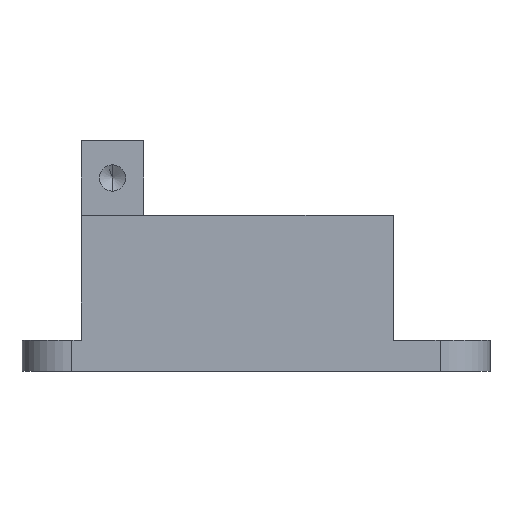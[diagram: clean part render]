
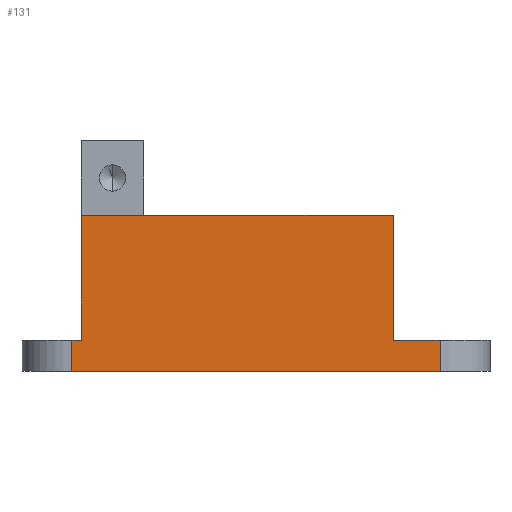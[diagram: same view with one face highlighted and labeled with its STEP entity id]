
A CAD part, front view. The second image highlights one B-rep face of the part: STEP entity #131.
In plain terms, the highlighted planar face has unit normal (0, -1, 0).
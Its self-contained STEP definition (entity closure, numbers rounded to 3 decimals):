
#17 = VECTOR ( 'NONE', #998, 1000. ) ;
#62 = EDGE_CURVE ( 'NONE', #2377, #1290, #2390, .T. ) ;
#72 = VECTOR ( 'NONE', #1505, 1000. ) ;
#131 = ADVANCED_FACE ( 'NONE', ( #1093 ), #647, .F. ) ;
#185 = LINE ( 'NONE', #1837, #1087 ) ;
#187 = LINE ( 'NONE', #2388, #499 ) ;
#257 = DIRECTION ( 'NONE',  ( 0., 0., 1. ) ) ;
#263 = VERTEX_POINT ( 'NONE', #2548 ) ;
#322 = CARTESIAN_POINT ( 'NONE',  ( 25., -52.5, 20. ) ) ;
#377 = CARTESIAN_POINT ( 'NONE',  ( -25., -52.5, 0. ) ) ;
#442 = CARTESIAN_POINT ( 'NONE',  ( 0., -52.5, 0. ) ) ;
#475 = LINE ( 'NONE', #1291, #72 ) ;
#499 = VECTOR ( 'NONE', #592, 1000. ) ;
#502 = CARTESIAN_POINT ( 'NONE',  ( -26.5, -52.5, -5. ) ) ;
#555 = LINE ( 'NONE', #2317, #1684 ) ;
#561 = VERTEX_POINT ( 'NONE', #322 ) ;
#578 = CARTESIAN_POINT ( 'NONE',  ( 0., -52.5, -5. ) ) ;
#592 = DIRECTION ( 'NONE',  ( 0., 0., 1. ) ) ;
#624 = ORIENTED_EDGE ( 'NONE', *, *, #1733, .T. ) ;
#647 = PLANE ( 'NONE',  #2520 ) ;
#660 = LINE ( 'NONE', #684, #1688 ) ;
#684 = CARTESIAN_POINT ( 'NONE',  ( 0., -52.5, 0. ) ) ;
#724 = ORIENTED_EDGE ( 'NONE', *, *, #2477, .T. ) ;
#840 = DIRECTION ( 'NONE',  ( 0., 0., 1. ) ) ;
#937 = CARTESIAN_POINT ( 'NONE',  ( 32.5, -52.5, -5. ) ) ;
#959 = ORIENTED_EDGE ( 'NONE', *, *, #1344, .F. ) ;
#998 = DIRECTION ( 'NONE',  ( -1., 0., 0. ) ) ;
#1005 = CARTESIAN_POINT ( 'NONE',  ( 25., -52.5, 0. ) ) ;
#1048 = ORIENTED_EDGE ( 'NONE', *, *, #2206, .F. ) ;
#1065 = EDGE_CURVE ( 'NONE', #1492, #1613, #555, .T. ) ;
#1087 = VECTOR ( 'NONE', #2606, 1000. ) ;
#1093 = FACE_OUTER_BOUND ( 'NONE', #1382, .T. ) ;
#1110 = LINE ( 'NONE', #502, #2234 ) ;
#1145 = EDGE_CURVE ( 'NONE', #2377, #263, #187, .T. ) ;
#1173 = CARTESIAN_POINT ( 'NONE',  ( -26.5, -52.5, 0. ) ) ;
#1181 = ORIENTED_EDGE ( 'NONE', *, *, #1145, .T. ) ;
#1290 = VERTEX_POINT ( 'NONE', #1909 ) ;
#1291 = CARTESIAN_POINT ( 'NONE',  ( 0., -52.5, 20. ) ) ;
#1344 = EDGE_CURVE ( 'NONE', #1290, #1795, #1110, .T. ) ;
#1382 = EDGE_LOOP ( 'NONE', ( #1600, #724, #959, #2088, #1181, #624, #1462, #1048 ) ) ;
#1462 = ORIENTED_EDGE ( 'NONE', *, *, #1639, .F. ) ;
#1492 = VERTEX_POINT ( 'NONE', #2374 ) ;
#1505 = DIRECTION ( 'NONE',  ( 1., 0., 0. ) ) ;
#1600 = ORIENTED_EDGE ( 'NONE', *, *, #1065, .T. ) ;
#1613 = VERTEX_POINT ( 'NONE', #377 ) ;
#1639 = EDGE_CURVE ( 'NONE', #561, #1942, #185, .T. ) ;
#1684 = VECTOR ( 'NONE', #1745, 1000. ) ;
#1688 = VECTOR ( 'NONE', #1918, 1000. ) ;
#1733 = EDGE_CURVE ( 'NONE', #263, #1942, #660, .T. ) ;
#1745 = DIRECTION ( 'NONE',  ( 0., 0., -1. ) ) ;
#1795 = VERTEX_POINT ( 'NONE', #1173 ) ;
#1837 = CARTESIAN_POINT ( 'NONE',  ( 25., -52.5, 20. ) ) ;
#1909 = CARTESIAN_POINT ( 'NONE',  ( -26.5, -52.5, -5. ) ) ;
#1918 = DIRECTION ( 'NONE',  ( -1., 0., 0. ) ) ;
#1942 = VERTEX_POINT ( 'NONE', #1005 ) ;
#2088 = ORIENTED_EDGE ( 'NONE', *, *, #62, .F. ) ;
#2206 = EDGE_CURVE ( 'NONE', #1492, #561, #475, .T. ) ;
#2224 = LINE ( 'NONE', #442, #2368 ) ;
#2234 = VECTOR ( 'NONE', #257, 1000. ) ;
#2286 = DIRECTION ( 'NONE',  ( 0., 1., 0. ) ) ;
#2317 = CARTESIAN_POINT ( 'NONE',  ( -25., -52.5, 20. ) ) ;
#2368 = VECTOR ( 'NONE', #2450, 1000. ) ;
#2374 = CARTESIAN_POINT ( 'NONE',  ( -25., -52.5, 20. ) ) ;
#2377 = VERTEX_POINT ( 'NONE', #937 ) ;
#2388 = CARTESIAN_POINT ( 'NONE',  ( 32.5, -52.5, -5. ) ) ;
#2390 = LINE ( 'NONE', #578, #17 ) ;
#2450 = DIRECTION ( 'NONE',  ( -1., 0., 0. ) ) ;
#2477 = EDGE_CURVE ( 'NONE', #1613, #1795, #2224, .T. ) ;
#2507 = CARTESIAN_POINT ( 'NONE',  ( 0., -52.5, 20. ) ) ;
#2520 = AXIS2_PLACEMENT_3D ( 'NONE', #2507, #2286, #840 ) ;
#2548 = CARTESIAN_POINT ( 'NONE',  ( 32.5, -52.5, 0. ) ) ;
#2606 = DIRECTION ( 'NONE',  ( 0., 0., -1. ) ) ;
